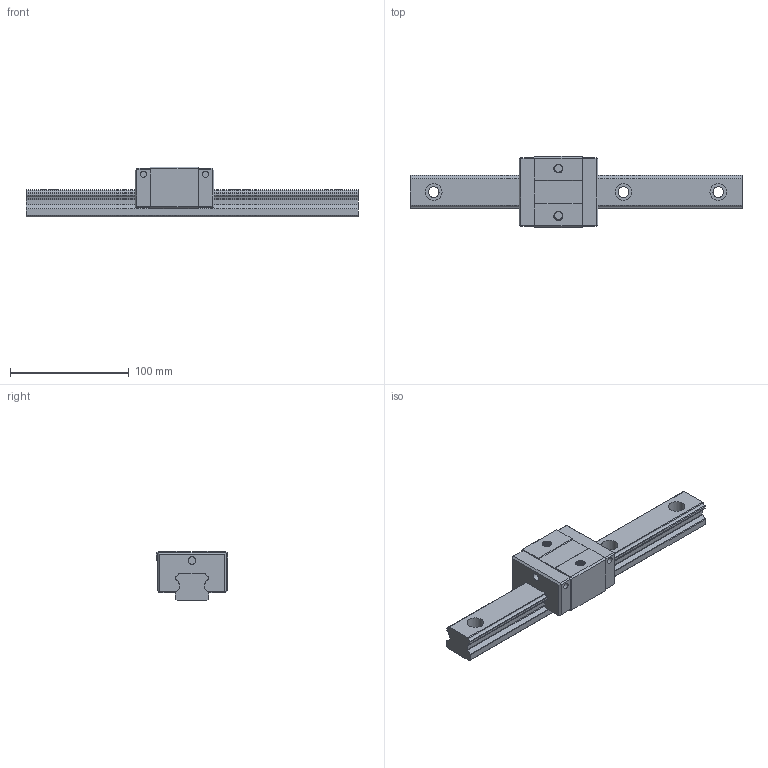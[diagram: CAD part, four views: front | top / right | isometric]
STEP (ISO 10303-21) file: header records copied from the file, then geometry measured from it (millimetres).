
FILE_DESCRIPTION(/* description */ (''),/* implementation_level */ '2;1');
FILE_NAME(/* name */ 'TRS30VS.stp',/* time_stamp */ '2012-09-20T17:57:36+08:00',/* author */ (''),/* organization */ (''),/* preprocessor_version */ 'ST-DEVELOPER v11',/* originating_system */ 'SIEMENS UGS NX 6.0',/* authorisation */ '');
FILE_SCHEMA (('CONFIG_CONTROL_DESIGN'));
Length unit declared in the file: millimetre
Products named in the file (1): darr5C22n7lq
Bounding box: 280 x 60 x 42 mm (x, y, z)
Volume: 258037.1 mm3; surface area: 52409.3 mm2
Topology: 2 solids, 6 shells, 164 faces, 473 edges, 333 vertices
Faces by surface type: plane 90, cylinder 70, bspline 4
Full cylindrical faces by diameter (mm): 3.4 x4, 5.2 x4, 6.5 x2, 6.8 x12, 9 x4, 14 x4
Entity records: 8267 total; most frequent: CARTESIAN_POINT 4397, ORIENTED_EDGE 822, DIRECTION 699, EDGE_CURVE 411, VERTEX_POINT 303, AXIS2_PLACEMENT_3D 263, EDGE_LOOP 192, LINE 173
